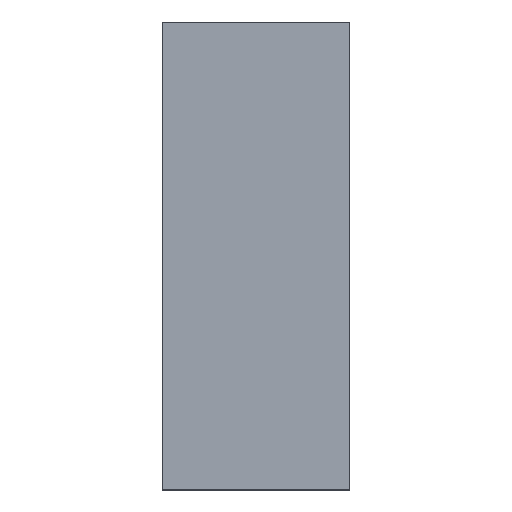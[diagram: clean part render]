
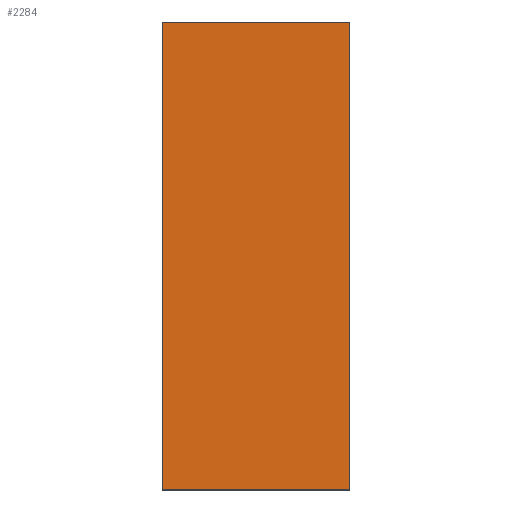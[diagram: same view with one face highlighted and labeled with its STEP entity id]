
A CAD part, top view. The second image highlights one B-rep face of the part: STEP entity #2284.
In plain terms, the highlighted planar face has unit normal (0, 0, 1).
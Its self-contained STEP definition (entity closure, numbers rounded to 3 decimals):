
#158=ORIENTED_EDGE('',*,*,#840,.T.);
#159=ORIENTED_EDGE('',*,*,#841,.F.);
#160=ORIENTED_EDGE('',*,*,#842,.F.);
#161=ORIENTED_EDGE('',*,*,#837,.T.);
#837=EDGE_CURVE('',#1174,#1173,#1403,.T.);
#840=EDGE_CURVE('',#1173,#1176,#1406,.T.);
#841=EDGE_CURVE('',#1177,#1176,#1407,.T.);
#842=EDGE_CURVE('',#1174,#1177,#1408,.T.);
#1173=VERTEX_POINT('',#3333);
#1174=VERTEX_POINT('',#3335);
#1176=VERTEX_POINT('',#3341);
#1177=VERTEX_POINT('',#3343);
#1403=LINE('',#3334,#1689);
#1406=LINE('',#3340,#1692);
#1407=LINE('',#3342,#1693);
#1408=LINE('',#3344,#1694);
#1689=VECTOR('',#2670,1000.);
#1692=VECTOR('',#2675,1000.);
#1693=VECTOR('',#2676,1000.);
#1694=VECTOR('',#2677,1000.);
#1951=EDGE_LOOP('',(#158,#159,#160,#161));
#2071=FACE_BOUND('',#1951,.T.);
#2191=PLANE('',#2436);
#2284=ADVANCED_FACE('',(#2071),#2191,.F.);
#2436=AXIS2_PLACEMENT_3D('',#3339,#2673,#2674);
#2670=DIRECTION('',(-1.,0.,0.));
#2673=DIRECTION('',(0.,0.,-1.));
#2674=DIRECTION('',(-1.,0.,0.));
#2675=DIRECTION('',(0.,-1.,0.));
#2676=DIRECTION('',(-1.,0.,0.));
#2677=DIRECTION('',(0.,-1.,0.));
#3333=CARTESIAN_POINT('',(-2.,10.,2.5));
#3334=CARTESIAN_POINT('',(2.,10.,2.5));
#3335=CARTESIAN_POINT('',(2.,10.,2.5));
#3339=CARTESIAN_POINT('',(2.,10.,2.5));
#3340=CARTESIAN_POINT('',(-2.,10.,2.5));
#3341=CARTESIAN_POINT('',(-2.,0.,2.5));
#3342=CARTESIAN_POINT('',(2.,0.,2.5));
#3343=CARTESIAN_POINT('',(2.,0.,2.5));
#3344=CARTESIAN_POINT('',(2.,10.,2.5));
